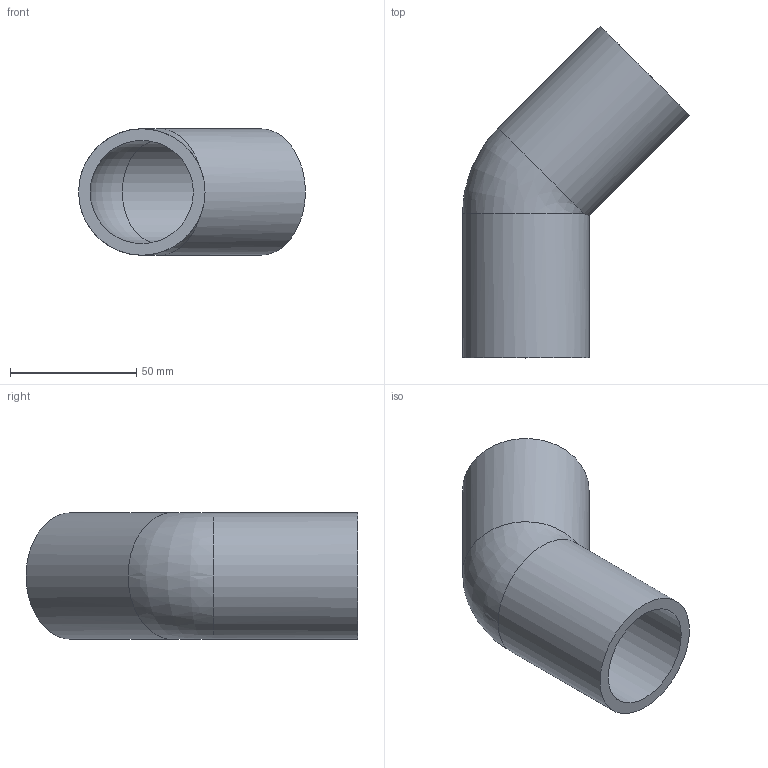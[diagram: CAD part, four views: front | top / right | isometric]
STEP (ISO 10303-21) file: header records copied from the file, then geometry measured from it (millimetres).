
FILE_DESCRIPTION(/* description */ ('PE100 Bend 45° with long ends, Ø50, SDR11 PN16'),/* implementation_level */ '2;1');
FILE_NAME(/* name */ 'HEL11-RC-050'/* time_stamp */ '2021-10-28T16:21:22+02:00',/* author */ ('COAB Solutions'),/* organization */ ('GPA Flowsystem'),/* preprocessor_version */ '',/* originating_system */ 'www.coabsolutions.com',/* authorisation */ '');
FILE_SCHEMA (('AUTOMOTIVE_DESIGN { 1 0 10303 214 3 1 1 }'));
Length unit declared in the file: millimetre
Products named in the file (1): HEL11-RC-050
Bounding box: 89.7 x 131.2 x 50 mm (x, y, z)
Volume: 87045.9 mm3; surface area: 38974.5 mm2
Topology: 1 solids, 1 shells, 8 faces, 19 edges, 11 vertices
Faces by surface type: cylinder 4, plane 2, torus 1, bspline 1
Full cylindrical faces by diameter (mm): 40.8 x2, 50 x2
Entity records: 293 total; most frequent: CARTESIAN_POINT 63, DIRECTION 46, ORIENTED_EDGE 34, AXIS2_PLACEMENT_3D 21, EDGE_CURVE 17, CIRCLE 11, VERTEX_POINT 11, EDGE_LOOP 10
